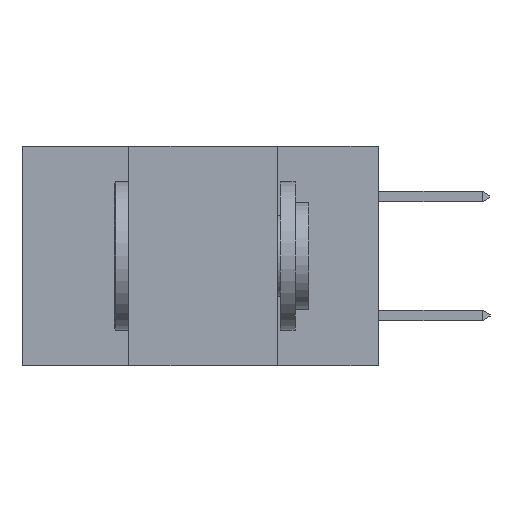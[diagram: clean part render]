
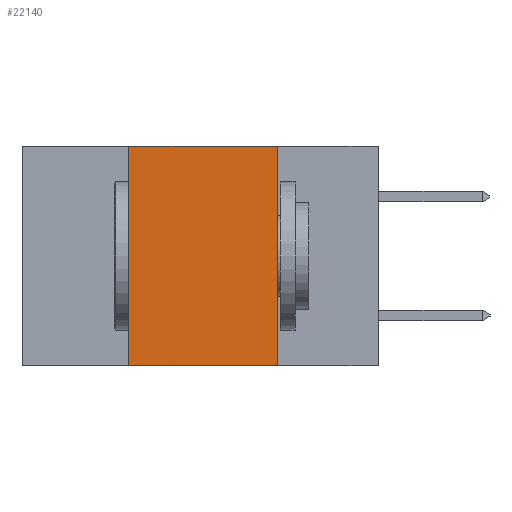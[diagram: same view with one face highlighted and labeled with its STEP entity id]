
A CAD part, left-side view. The second image highlights one B-rep face of the part: STEP entity #22140.
In plain terms, the highlighted planar face has unit normal (-1, 0, 0).
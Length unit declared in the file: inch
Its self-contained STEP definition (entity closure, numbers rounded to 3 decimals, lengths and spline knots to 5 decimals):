
#1 = CARTESIAN_POINT ( 'NONE',  ( 0., 0.42, 0. ) ) ;
#668 = VECTOR ( 'NONE', #711, 39.37008 ) ;
#711 = DIRECTION ( 'NONE',  ( 0., -1., 0. ) ) ;
#2336 = FACE_OUTER_BOUND ( 'NONE', #13267, .T. ) ;
#3857 = ORIENTED_EDGE ( 'NONE', *, *, #5795, .F. ) ;
#5726 = DIRECTION ( 'NONE',  ( 1., 0., 0. ) ) ;
#5795 = EDGE_CURVE ( 'NONE', #20402, #14584, #20918, .T. ) ;
#5909 = VERTEX_POINT ( 'NONE', #6596 ) ;
#6596 = CARTESIAN_POINT ( 'NONE',  ( 0., 0.17, -0.37 ) ) ;
#6624 = VECTOR ( 'NONE', #15408, 39.37008 ) ;
#8014 = EDGE_CURVE ( 'NONE', #14584, #5909, #16916, .T. ) ;
#8869 = ORIENTED_EDGE ( 'NONE', *, *, #10156, .T. ) ;
#10156 = EDGE_CURVE ( 'NONE', #14299, #5909, #11321, .T. ) ;
#11113 = VECTOR ( 'NONE', #13005, 39.37008 ) ;
#11321 = LINE ( 'NONE', #20417, #668 ) ;
#12785 = AXIS2_PLACEMENT_3D ( 'NONE', #17552, #5726, #19450 ) ;
#13005 = DIRECTION ( 'NONE',  ( 0., 0., -1. ) ) ;
#13267 = EDGE_LOOP ( 'NONE', ( #20202, #3857, #16223, #8869 ) ) ;
#13389 = CARTESIAN_POINT ( 'NONE',  ( 0., 0.42, -0.37 ) ) ;
#14278 = CARTESIAN_POINT ( 'NONE',  ( 0., 0.6, 0. ) ) ;
#14299 = VERTEX_POINT ( 'NONE', #22962 ) ;
#14584 = VERTEX_POINT ( 'NONE', #17991 ) ;
#15408 = DIRECTION ( 'NONE',  ( 0., 0., 1. ) ) ;
#16214 = DIRECTION ( 'NONE',  ( 0., -1., 0. ) ) ;
#16223 = ORIENTED_EDGE ( 'NONE', *, *, #18224, .F. ) ;
#16416 = VECTOR ( 'NONE', #16214, 39.37008 ) ;
#16916 = LINE ( 'NONE', #18730, #11113 ) ;
#17552 = CARTESIAN_POINT ( 'NONE',  ( 0., 0.6, 0. ) ) ;
#17991 = CARTESIAN_POINT ( 'NONE',  ( 0., 0.17, 0. ) ) ;
#18224 = EDGE_CURVE ( 'NONE', #14299, #20402, #22260, .T. ) ;
#18730 = CARTESIAN_POINT ( 'NONE',  ( 0., 0.17, -0.37 ) ) ;
#19450 = DIRECTION ( 'NONE',  ( 0., 0., -1. ) ) ;
#20202 = ORIENTED_EDGE ( 'NONE', *, *, #8014, .F. ) ;
#20402 = VERTEX_POINT ( 'NONE', #1 ) ;
#20417 = CARTESIAN_POINT ( 'NONE',  ( 0., 0.6, -0.37 ) ) ;
#20918 = LINE ( 'NONE', #14278, #16416 ) ;
#21317 = PLANE ( 'NONE',  #12785 ) ;
#22140 = ADVANCED_FACE ( 'NONE', ( #2336 ), #21317, .F. ) ;
#22260 = LINE ( 'NONE', #13389, #6624 ) ;
#22962 = CARTESIAN_POINT ( 'NONE',  ( 0., 0.42, -0.37 ) ) ;
